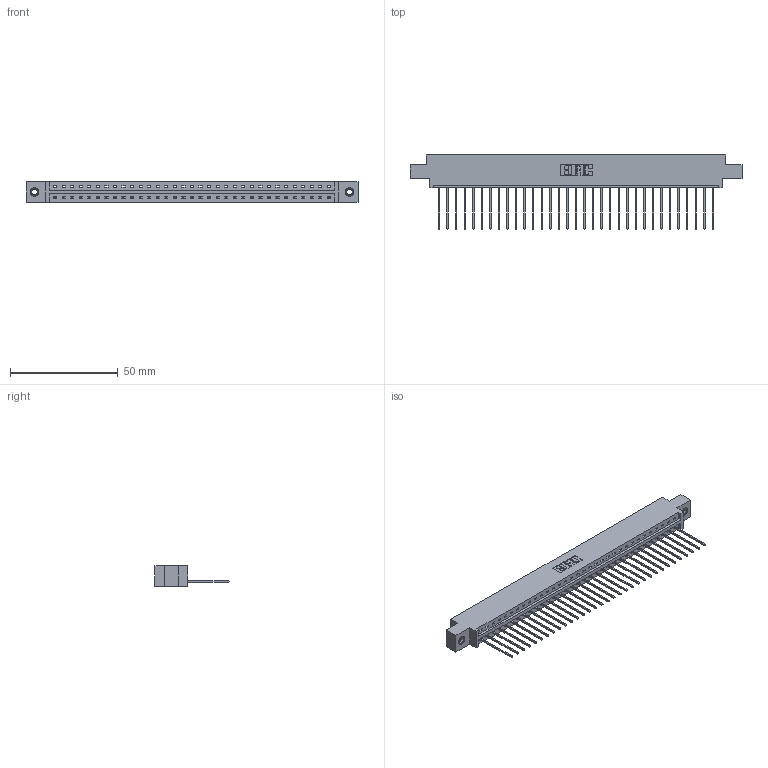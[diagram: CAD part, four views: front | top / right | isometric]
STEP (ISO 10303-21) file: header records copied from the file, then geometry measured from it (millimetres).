
FILE_DESCRIPTION (( 'STEP AP203' ), '1' );
FILE_NAME ('387-033-541-607.STEP', '2019-10-03T22:16:52', ( '' ), ( '' ), 'SwSTEP 2.0', 'SolidWorks 2016', '' );
FILE_SCHEMA (( 'CONFIG_CONTROL_DESIGN' ));
Length unit declared in the file: inch
Products named in the file (4): 337 Part_0.170 Offset - 0.156 Dia-TI; 345-292-001_345-293-141; 387-033-541-607; 345-250-001_345-250-005-103
Assembly tree (36 placements, depth 2):
  387-033-541-607
    337 Part_0.170 Offset - 0.156 Dia-TI
    345-292-001_345-293-141  x33
    345-250-001_345-250-005-103  x2
Bounding box: 153.77 x 34.3 x 9.4 mm (x, y, z)
Volume: 15847.2 mm3; surface area: 17133.1 mm2
Topology: 36 solids, 36 shells, 2224 faces, 6663 edges, 4390 vertices
Faces by surface type: plane 1624, cylinder 584, cone 12, torus 4
Entity records: 27030 total; most frequent: CARTESIAN_POINT 4688, ORIENTED_EDGE 4650, DIRECTION 3997, EDGE_CURVE 2325, VECTOR 2177, LINE 2177, VERTEX_POINT 1544, AXIS2_PLACEMENT_3D 910
